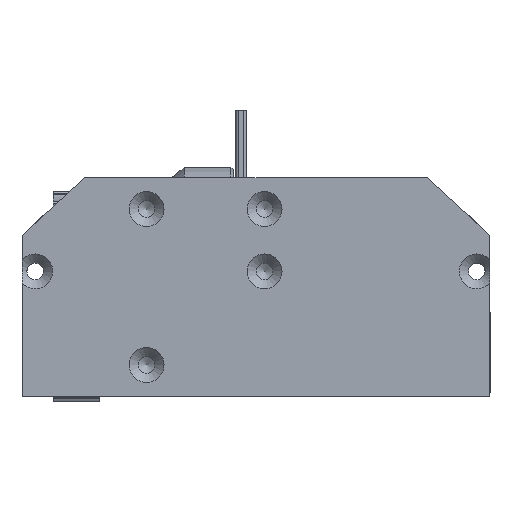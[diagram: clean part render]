
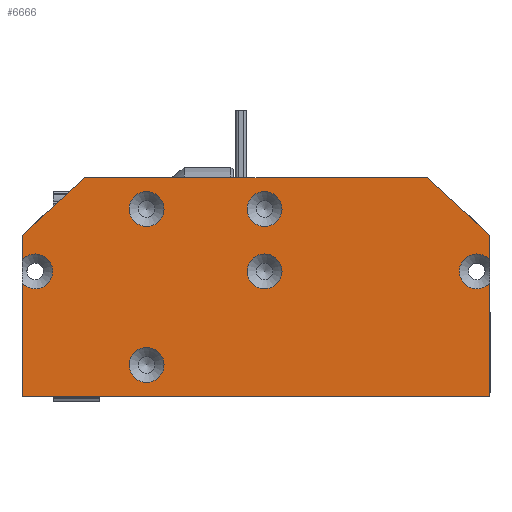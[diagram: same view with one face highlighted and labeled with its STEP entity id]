
A CAD part, top view. The second image highlights one B-rep face of the part: STEP entity #6666.
In plain terms, the highlighted planar face has unit normal (0, 0, 1).
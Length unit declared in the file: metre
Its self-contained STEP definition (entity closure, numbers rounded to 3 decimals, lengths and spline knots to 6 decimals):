
#971=LINE('',#14500,#1466);
#972=LINE('',#14510,#1467);
#974=LINE('',#14514,#1469);
#978=LINE('',#14523,#1473);
#981=LINE('',#14538,#1476);
#984=LINE('',#14543,#1479);
#985=LINE('',#14553,#1480);
#986=LINE('',#14556,#1481);
#1466=VECTOR('',#9216,1.);
#1467=VECTOR('',#9217,1.);
#1469=VECTOR('',#9221,1.);
#1473=VECTOR('',#9225,1.);
#1476=VECTOR('',#9230,1.);
#1479=VECTOR('',#9235,1.);
#1480=VECTOR('',#9246,1.);
#1481=VECTOR('',#9251,1.);
#2955=ORIENTED_EDGE('',*,*,#3989,.T.);
#2956=ORIENTED_EDGE('',*,*,#3990,.T.);
#2957=ORIENTED_EDGE('',*,*,#3991,.T.);
#2958=ORIENTED_EDGE('',*,*,#3992,.T.);
#2959=ORIENTED_EDGE('',*,*,#3985,.T.);
#2960=ORIENTED_EDGE('',*,*,#3993,.T.);
#2961=ORIENTED_EDGE('',*,*,#3977,.T.);
#2962=ORIENTED_EDGE('',*,*,#3994,.T.);
#2963=ORIENTED_EDGE('',*,*,#3981,.T.);
#2964=ORIENTED_EDGE('',*,*,#3988,.F.);
#2965=ORIENTED_EDGE('',*,*,#3975,.F.);
#2966=ORIENTED_EDGE('',*,*,#3995,.T.);
#2967=ORIENTED_EDGE('',*,*,#3973,.F.);
#2968=ORIENTED_EDGE('',*,*,#3996,.T.);
#3973=EDGE_CURVE('',#4644,#4645,#971,.T.);
#3975=EDGE_CURVE('',#4646,#4647,#972,.T.);
#3977=EDGE_CURVE('',#4648,#4649,#974,.T.);
#3981=EDGE_CURVE('',#4653,#4652,#978,.T.);
#3985=EDGE_CURVE('',#4657,#4656,#981,.T.);
#3988=EDGE_CURVE('',#4647,#4652,#984,.T.);
#3989=EDGE_CURVE('',#4658,#4658,#4970,.T.);
#3990=EDGE_CURVE('',#4659,#4659,#4971,.T.);
#3991=EDGE_CURVE('',#4660,#4660,#4972,.T.);
#3992=EDGE_CURVE('',#4661,#4661,#4973,.T.);
#3993=EDGE_CURVE('',#4656,#4648,#985,.F.);
#3994=EDGE_CURVE('',#4649,#4653,#4974,.T.);
#3995=EDGE_CURVE('',#4646,#4645,#4975,.T.);
#3996=EDGE_CURVE('',#4644,#4657,#986,.T.);
#4644=VERTEX_POINT('',#14499);
#4645=VERTEX_POINT('',#14501);
#4646=VERTEX_POINT('',#14509);
#4647=VERTEX_POINT('',#14511);
#4648=VERTEX_POINT('',#14515);
#4649=VERTEX_POINT('',#14516);
#4652=VERTEX_POINT('',#14522);
#4653=VERTEX_POINT('',#14524);
#4656=VERTEX_POINT('',#14537);
#4657=VERTEX_POINT('',#14539);
#4658=VERTEX_POINT('',#14546);
#4659=VERTEX_POINT('',#14548);
#4660=VERTEX_POINT('',#14550);
#4661=VERTEX_POINT('',#14552);
#4970=CIRCLE('',#7689,0.00336);
#4971=CIRCLE('',#7690,0.00336);
#4972=CIRCLE('',#7691,0.00336);
#4973=CIRCLE('',#7692,0.00336);
#4974=CIRCLE('',#7693,0.00336);
#4975=CIRCLE('',#7694,0.00336);
#5478=EDGE_LOOP('',(#2955));
#5479=EDGE_LOOP('',(#2956));
#5480=EDGE_LOOP('',(#2957));
#5481=EDGE_LOOP('',(#2958));
#5482=EDGE_LOOP('',(#2959,#2960,#2961,#2962,#2963,#2964,#2965,#2966,#2967,
#2968));
#6051=FACE_BOUND('',#5478,.T.);
#6052=FACE_BOUND('',#5479,.T.);
#6053=FACE_BOUND('',#5480,.T.);
#6054=FACE_BOUND('',#5481,.T.);
#6055=FACE_BOUND('',#5482,.T.);
#6330=PLANE('',#7688);
#6666=ADVANCED_FACE('',(#6051,#6052,#6053,#6054,#6055),#6330,.T.);
#7688=AXIS2_PLACEMENT_3D('',#14544,#9236,#9237);
#7689=AXIS2_PLACEMENT_3D('',#14545,#9238,#9239);
#7690=AXIS2_PLACEMENT_3D('',#14547,#9240,#9241);
#7691=AXIS2_PLACEMENT_3D('',#14549,#9242,#9243);
#7692=AXIS2_PLACEMENT_3D('',#14551,#9244,#9245);
#7693=AXIS2_PLACEMENT_3D('',#14554,#9247,#9248);
#7694=AXIS2_PLACEMENT_3D('',#14555,#9249,#9250);
#9216=DIRECTION('',(0.,-1.,0.));
#9217=DIRECTION('',(0.,-1.,0.));
#9221=DIRECTION('',(0.,-1.,0.));
#9225=DIRECTION('',(0.,-1.,0.));
#9230=DIRECTION('',(-1.,0.,0.));
#9235=DIRECTION('',(-1.,0.,0.));
#9236=DIRECTION('',(0.,0.,1.));
#9237=DIRECTION('',(1.,0.,0.));
#9238=DIRECTION('',(0.,0.,-1.));
#9239=DIRECTION('',(-1.,0.,0.));
#9240=DIRECTION('',(0.,0.,-1.));
#9241=DIRECTION('',(-1.,0.,0.));
#9242=DIRECTION('',(0.,0.,-1.));
#9243=DIRECTION('',(-1.,0.,0.));
#9244=DIRECTION('',(0.,0.,-1.));
#9245=DIRECTION('',(-1.,0.,0.));
#9246=DIRECTION('',(0.737,0.676,0.));
#9247=DIRECTION('',(0.,0.,-1.));
#9248=DIRECTION('',(-1.,0.,0.));
#9249=DIRECTION('',(0.,0.,-1.));
#9250=DIRECTION('',(-1.,0.,0.));
#9251=DIRECTION('',(-0.737,0.676,0.));
#14499=CARTESIAN_POINT('',(0.045,0.01,0.003));
#14500=CARTESIAN_POINT('',(0.045,0.,0.003));
#14501=CARTESIAN_POINT('',(0.045,0.005245,0.003));
#14509=CARTESIAN_POINT('',(0.045,0.000755,0.003));
#14510=CARTESIAN_POINT('',(0.045,0.,0.003));
#14511=CARTESIAN_POINT('',(0.045,-0.021,0.003));
#14514=CARTESIAN_POINT('',(-0.045,0.,0.003));
#14515=CARTESIAN_POINT('',(-0.045,0.01,0.003));
#14516=CARTESIAN_POINT('',(-0.045,0.005245,0.003));
#14522=CARTESIAN_POINT('',(-0.045,-0.021,0.003));
#14523=CARTESIAN_POINT('',(-0.045,0.,0.003));
#14524=CARTESIAN_POINT('',(-0.045,0.000755,0.003));
#14537=CARTESIAN_POINT('',(-0.033,0.021,0.003));
#14538=CARTESIAN_POINT('',(0.,0.021,0.003));
#14539=CARTESIAN_POINT('',(0.033,0.021,0.003));
#14543=CARTESIAN_POINT('',(0.,-0.021,0.003));
#14544=CARTESIAN_POINT('',(0.,0.,0.003));
#14545=CARTESIAN_POINT('',(0.001648,0.003,0.003));
#14546=CARTESIAN_POINT('',(-0.001712,0.003,0.003));
#14547=CARTESIAN_POINT('',(0.001648,0.015,0.003));
#14548=CARTESIAN_POINT('',(-0.001712,0.015,0.003));
#14549=CARTESIAN_POINT('',(-0.021052,0.015,0.003));
#14550=CARTESIAN_POINT('',(-0.024412,0.015,0.003));
#14551=CARTESIAN_POINT('',(-0.021052,-0.015,0.003));
#14552=CARTESIAN_POINT('',(-0.024412,-0.015,0.003));
#14553=CARTESIAN_POINT('',(-0.025528,0.027849,0.003));
#14554=CARTESIAN_POINT('',(-0.0425,0.003,0.003));
#14555=CARTESIAN_POINT('',(0.0425,0.003,0.003));
#14556=CARTESIAN_POINT('',(0.025528,0.027849,0.003));
